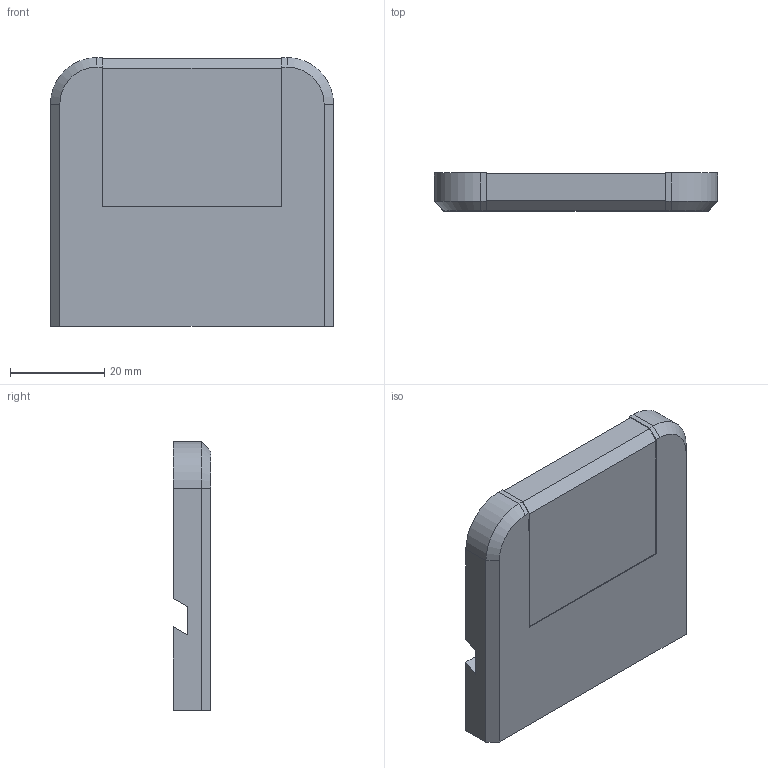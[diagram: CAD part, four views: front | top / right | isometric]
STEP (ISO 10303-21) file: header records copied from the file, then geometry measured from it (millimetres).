
FILE_DESCRIPTION(/* description */ (''),/* implementation_level */ '2;1');
FILE_NAME(/* name */ 'shell-front.step',/* time_stamp */ '2025-11-14T03:16:24-05:00',/* author */ (''),/* organization */ (''),/* preprocessor_version */ 'ST-DEVELOPER v20.1',/* originating_system */ 'Autodesk Translation Framework v14.10.0.0',/* authorisation */ '');
FILE_SCHEMA (('AUTOMOTIVE_DESIGN { 1 0 10303 214 3 1 1 }'));
Length unit declared in the file: millimetre
Products named in the file (2): romcard2; top
Assembly tree (1 placements, depth 2):
  romcard2
    top
Bounding box: 60 x 8 x 56.95 mm (x, y, z)
Volume: 11635.4 mm3; surface area: 9398.9 mm2
Topology: 1 solids, 1 shells, 65 faces, 179 edges, 118 vertices
Faces by surface type: plane 59, cylinder 4, cone 2
Full cylindrical faces by diameter (mm): 2.8 x2
Entity records: 2115 total; most frequent: CARTESIAN_POINT 365, ORIENTED_EDGE 358, DIRECTION 325, EDGE_CURVE 179, LINE 169, VECTOR 169, VERTEX_POINT 118, AXIS2_PLACEMENT_3D 78
